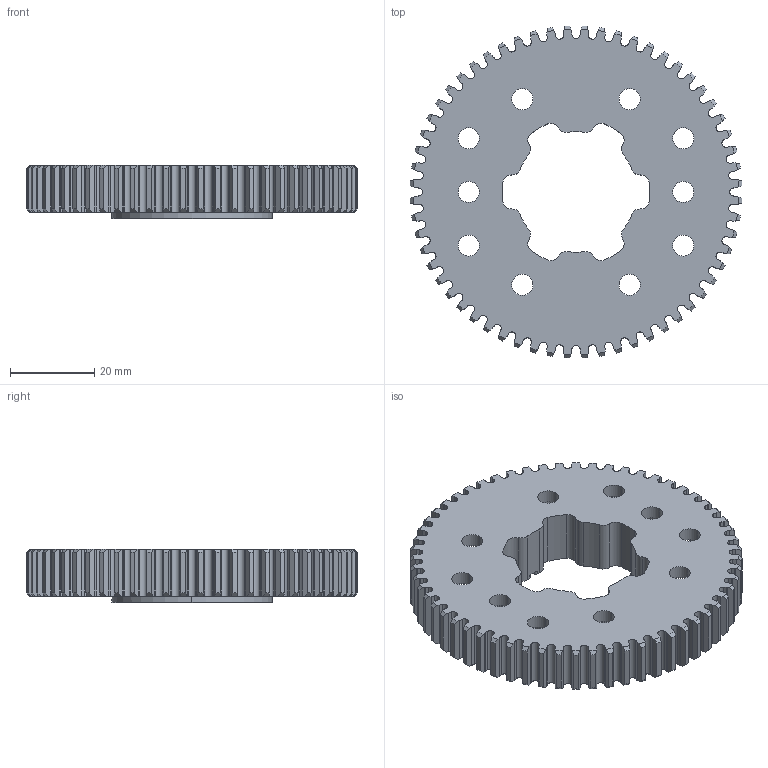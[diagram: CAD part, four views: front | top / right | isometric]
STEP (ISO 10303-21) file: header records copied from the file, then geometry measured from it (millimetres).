
FILE_DESCRIPTION (( 'STEP AP203' ), '1' );
FILE_NAME ('REV-21-3024.STEP', '2022-04-04T19:46:17', ( '' ), ( '' ), 'SwSTEP 2.0', 'SolidWorks 2022', '' );
FILE_SCHEMA (( 'CONFIG_CONTROL_DESIGN' ));
Length unit declared in the file: inch
Products named in the file (1): REV-21-3024
Bounding box: 78.58 x 78.58 x 12.7 mm (x, y, z)
Volume: 19379.9 mm3; surface area: 16994 mm2
Topology: 1 solids, 1 shells, 706 faces, 2105 edges, 1402 vertices
Faces by surface type: bspline 240, cylinder 212, plane 127, cone 123, torus 4
Entity records: 31082 total; most frequent: CARTESIAN_POINT 13587, ORIENTED_EDGE 4210, DIRECTION 2873, EDGE_CURVE 2105, VERTEX_POINT 1402, AXIS2_PLACEMENT_3D 1026, VECTOR 821, LINE 821
